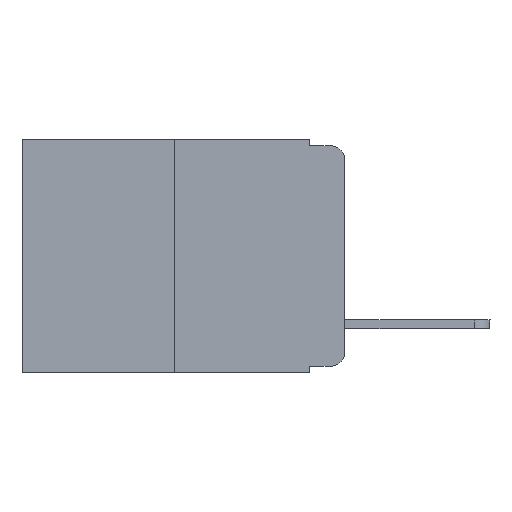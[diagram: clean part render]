
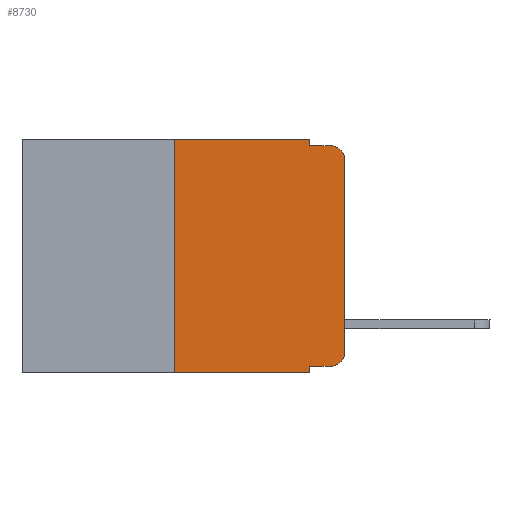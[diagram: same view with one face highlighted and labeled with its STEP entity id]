
A CAD part, left-side view. The second image highlights one B-rep face of the part: STEP entity #8730.
In plain terms, the highlighted planar face has unit normal (-1, 0, 0).
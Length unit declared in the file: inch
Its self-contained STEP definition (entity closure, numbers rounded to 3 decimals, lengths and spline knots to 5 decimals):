
#72 = EDGE_CURVE ( 'NONE', #9471, #10710, #8213, .T. ) ;
#209 = EDGE_CURVE ( 'NONE', #12096, #2715, #12387, .T. ) ;
#265 = CARTESIAN_POINT ( 'NONE',  ( 0., 0.051, -0.01 ) ) ;
#340 = VERTEX_POINT ( 'NONE', #3159 ) ;
#428 = DIRECTION ( 'NONE',  ( 0., 0., -1. ) ) ;
#454 = CARTESIAN_POINT ( 'NONE',  ( 0., 0.051, 0. ) ) ;
#511 = DIRECTION ( 'NONE',  ( -1., 0., 0. ) ) ;
#696 = DIRECTION ( 'NONE',  ( 0., -1., 0. ) ) ;
#972 = AXIS2_PLACEMENT_3D ( 'NONE', #4729, #7521, #10926 ) ;
#1122 = DIRECTION ( 'NONE',  ( 0., -1., 0. ) ) ;
#1259 = LINE ( 'NONE', #265, #12667 ) ;
#1454 = ORIENTED_EDGE ( 'NONE', *, *, #4411, .T. ) ;
#1703 = EDGE_CURVE ( 'NONE', #12342, #12096, #5704, .T. ) ;
#1855 = VERTEX_POINT ( 'NONE', #2134 ) ;
#1914 = EDGE_CURVE ( 'NONE', #12342, #340, #5426, .T. ) ;
#1972 = CARTESIAN_POINT ( 'NONE',  ( 0., 0.473, -0.343 ) ) ;
#2029 = VERTEX_POINT ( 'NONE', #2658 ) ;
#2134 = CARTESIAN_POINT ( 'NONE',  ( 0., 0.051, -0.01 ) ) ;
#2425 = CARTESIAN_POINT ( 'NONE',  ( 0., 0.051, 0. ) ) ;
#2443 = VECTOR ( 'NONE', #8577, 39.37008 ) ;
#2658 = CARTESIAN_POINT ( 'NONE',  ( 0., 0.02, -0.01 ) ) ;
#2715 = VERTEX_POINT ( 'NONE', #3899 ) ;
#3111 = VERTEX_POINT ( 'NONE', #4805 ) ;
#3159 = CARTESIAN_POINT ( 'NONE',  ( 0., 0.051, -0.343 ) ) ;
#3513 = VECTOR ( 'NONE', #12711, 39.37008 ) ;
#3735 = ORIENTED_EDGE ( 'NONE', *, *, #209, .T. ) ;
#3899 = CARTESIAN_POINT ( 'NONE',  ( 0., 0., -0.313 ) ) ;
#4059 = LINE ( 'NONE', #1972, #8058 ) ;
#4411 = EDGE_CURVE ( 'NONE', #10198, #2029, #9984, .T. ) ;
#4494 = CARTESIAN_POINT ( 'NONE',  ( 0., 0.473, 0. ) ) ;
#4527 = PLANE ( 'NONE',  #972 ) ;
#4675 = LINE ( 'NONE', #11841, #3513 ) ;
#4713 = ORIENTED_EDGE ( 'NONE', *, *, #7172, .F. ) ;
#4729 = CARTESIAN_POINT ( 'NONE',  ( 0., 0.473, 0. ) ) ;
#4805 = CARTESIAN_POINT ( 'NONE',  ( 0., 0.051, 0. ) ) ;
#5064 = DIRECTION ( 'NONE',  ( -1., 0., 0. ) ) ;
#5201 = DIRECTION ( 'NONE',  ( 0., 0., 1. ) ) ;
#5316 = EDGE_CURVE ( 'NONE', #3111, #1855, #8689, .T. ) ;
#5426 = LINE ( 'NONE', #454, #10098 ) ;
#5429 = ORIENTED_EDGE ( 'NONE', *, *, #5316, .F. ) ;
#5704 = LINE ( 'NONE', #10538, #5964 ) ;
#5944 = ORIENTED_EDGE ( 'NONE', *, *, #1703, .T. ) ;
#5956 = ORIENTED_EDGE ( 'NONE', *, *, #12296, .T. ) ;
#5964 = VECTOR ( 'NONE', #10744, 39.37008 ) ;
#6127 = CARTESIAN_POINT ( 'NONE',  ( 0., 0.25, -0.343 ) ) ;
#6613 = EDGE_LOOP ( 'NONE', ( #5956, #1454, #4713, #5429, #11021, #9740, #11579, #7804, #5944, #3735 ) ) ;
#6960 = CARTESIAN_POINT ( 'NONE',  ( 0., 0., -0.03 ) ) ;
#7172 = EDGE_CURVE ( 'NONE', #1855, #2029, #1259, .T. ) ;
#7521 = DIRECTION ( 'NONE',  ( 1., 0., 0. ) ) ;
#7804 = ORIENTED_EDGE ( 'NONE', *, *, #1914, .F. ) ;
#8058 = VECTOR ( 'NONE', #696, 39.37008 ) ;
#8096 = AXIS2_PLACEMENT_3D ( 'NONE', #8944, #5064, #9963 ) ;
#8213 = LINE ( 'NONE', #11562, #9384 ) ;
#8577 = DIRECTION ( 'NONE',  ( 0., -1., 0. ) ) ;
#8689 = LINE ( 'NONE', #2425, #13140 ) ;
#8730 = ADVANCED_FACE ( 'NONE', ( #10651 ), #4527, .F. ) ;
#8944 = CARTESIAN_POINT ( 'NONE',  ( 0., 0.02, -0.313 ) ) ;
#8951 = EDGE_CURVE ( 'NONE', #9471, #340, #4059, .T. ) ;
#9384 = VECTOR ( 'NONE', #5201, 39.37008 ) ;
#9471 = VERTEX_POINT ( 'NONE', #6127 ) ;
#9518 = DIRECTION ( 'NONE',  ( 0., 0., -1. ) ) ;
#9603 = LINE ( 'NONE', #4494, #2443 ) ;
#9722 = CARTESIAN_POINT ( 'NONE',  ( 0., 0.02, -0.03 ) ) ;
#9740 = ORIENTED_EDGE ( 'NONE', *, *, #72, .F. ) ;
#9963 = DIRECTION ( 'NONE',  ( 0., 0., -1. ) ) ;
#9984 = CIRCLE ( 'NONE', #10621, 0.02 ) ;
#10098 = VECTOR ( 'NONE', #9518, 39.37008 ) ;
#10198 = VERTEX_POINT ( 'NONE', #6960 ) ;
#10257 = CARTESIAN_POINT ( 'NONE',  ( 0., 0.051, -0.333 ) ) ;
#10538 = CARTESIAN_POINT ( 'NONE',  ( 0., 0.051, -0.333 ) ) ;
#10621 = AXIS2_PLACEMENT_3D ( 'NONE', #9722, #511, #12071 ) ;
#10651 = FACE_OUTER_BOUND ( 'NONE', #6613, .T. ) ;
#10710 = VERTEX_POINT ( 'NONE', #12931 ) ;
#10744 = DIRECTION ( 'NONE',  ( 0., -1., 0. ) ) ;
#10926 = DIRECTION ( 'NONE',  ( 0., 0., -1. ) ) ;
#11021 = ORIENTED_EDGE ( 'NONE', *, *, #11549, .F. ) ;
#11549 = EDGE_CURVE ( 'NONE', #10710, #3111, #9603, .T. ) ;
#11562 = CARTESIAN_POINT ( 'NONE',  ( 0., 0.25, 0. ) ) ;
#11579 = ORIENTED_EDGE ( 'NONE', *, *, #8951, .T. ) ;
#11841 = CARTESIAN_POINT ( 'NONE',  ( 0., 0., 0. ) ) ;
#12071 = DIRECTION ( 'NONE',  ( 0., 0., -1. ) ) ;
#12096 = VERTEX_POINT ( 'NONE', #12919 ) ;
#12296 = EDGE_CURVE ( 'NONE', #2715, #10198, #4675, .T. ) ;
#12342 = VERTEX_POINT ( 'NONE', #10257 ) ;
#12387 = CIRCLE ( 'NONE', #8096, 0.02 ) ;
#12667 = VECTOR ( 'NONE', #1122, 39.37008 ) ;
#12711 = DIRECTION ( 'NONE',  ( 0., 0., 1. ) ) ;
#12919 = CARTESIAN_POINT ( 'NONE',  ( 0., 0.02, -0.333 ) ) ;
#12931 = CARTESIAN_POINT ( 'NONE',  ( 0., 0.25, 0. ) ) ;
#13140 = VECTOR ( 'NONE', #428, 39.37008 ) ;
